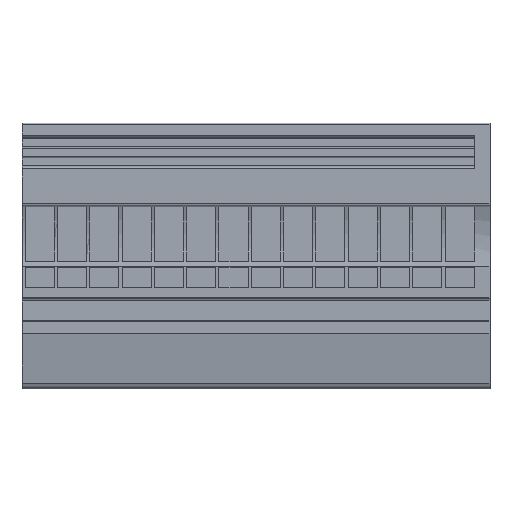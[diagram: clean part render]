
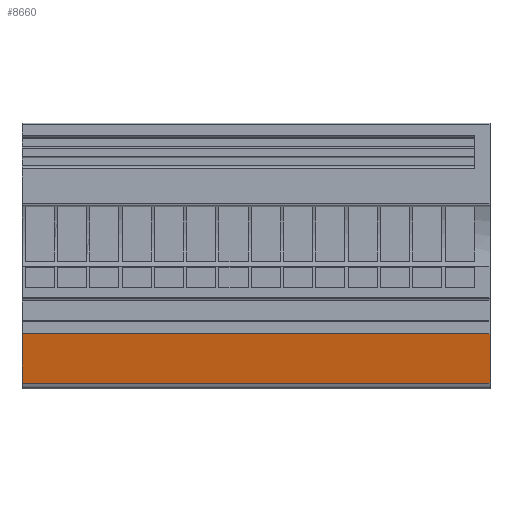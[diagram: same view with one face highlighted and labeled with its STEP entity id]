
A CAD part, front view. The second image highlights one B-rep face of the part: STEP entity #8660.
In plain terms, the highlighted planar face has unit normal (0, -0.985, -0.174).
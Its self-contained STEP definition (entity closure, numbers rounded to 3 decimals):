
#8633=AXIS2_PLACEMENT_3D('Plane Axis2P3D',#8630,#8631,#8632) ;
#1879=CARTESIAN_POINT('Vertex',(0.,3.083,0.909)) ;
#1886=CARTESIAN_POINT('Vertex',(73.9,3.083,0.909)) ;
#1889=CARTESIAN_POINT('Line Origine',(73.9,3.083,0.909)) ;
#8630=CARTESIAN_POINT('Axis2P3D Location',(73.9,1.7,8.751)) ;
#8635=CARTESIAN_POINT('Line Origine',(0.,2.391,4.83)) ;
#8639=CARTESIAN_POINT('Vertex',(0.,1.7,8.751)) ;
#8642=CARTESIAN_POINT('Line Origine',(73.9,2.391,4.83)) ;
#8646=CARTESIAN_POINT('Vertex',(73.9,1.7,8.751)) ;
#8649=CARTESIAN_POINT('Line Origine',(36.95,1.7,8.751)) ;
#1890=DIRECTION('Vector Direction',(1.,0.,0.)) ;
#8631=DIRECTION('Axis2P3D Direction',(-0.,0.985,0.174)) ;
#8632=DIRECTION('Axis2P3D XDirection',(0.,-0.174,0.985)) ;
#8636=DIRECTION('Vector Direction',(0.,0.174,-0.985)) ;
#8643=DIRECTION('Vector Direction',(0.,0.174,-0.985)) ;
#8650=DIRECTION('Vector Direction',(-1.,0.,0.)) ;
#1891=VECTOR('Line Direction',#1890,1.) ;
#8637=VECTOR('Line Direction',#8636,1.) ;
#8644=VECTOR('Line Direction',#8643,1.) ;
#8651=VECTOR('Line Direction',#8650,1.) ;
#8655=ORIENTED_EDGE('',*,*,#8641,.T.) ;
#8656=ORIENTED_EDGE('',*,*,#1893,.F.) ;
#8657=ORIENTED_EDGE('',*,*,#8648,.F.) ;
#8658=ORIENTED_EDGE('',*,*,#8653,.T.) ;
#8660=ADVANCED_FACE('V1',(#8659),#8634,.F.) ;
#1893=EDGE_CURVE('',#1887,#1880,#1892,.F.) ;
#8641=EDGE_CURVE('',#8640,#1880,#8638,.T.) ;
#8648=EDGE_CURVE('',#8647,#1887,#8645,.T.) ;
#8653=EDGE_CURVE('',#8647,#8640,#8652,.T.) ;
#8654=EDGE_LOOP('',(#8655,#8656,#8657,#8658)) ;
#8659=FACE_OUTER_BOUND('',#8654,.T.) ;
#1892=LINE('Line',#1889,#1891) ;
#8638=LINE('Line',#8635,#8637) ;
#8645=LINE('Line',#8642,#8644) ;
#8652=LINE('Line',#8649,#8651) ;
#8634=PLANE('',#8633) ;
#1880=VERTEX_POINT('',#1879) ;
#1887=VERTEX_POINT('',#1886) ;
#8640=VERTEX_POINT('',#8639) ;
#8647=VERTEX_POINT('',#8646) ;
